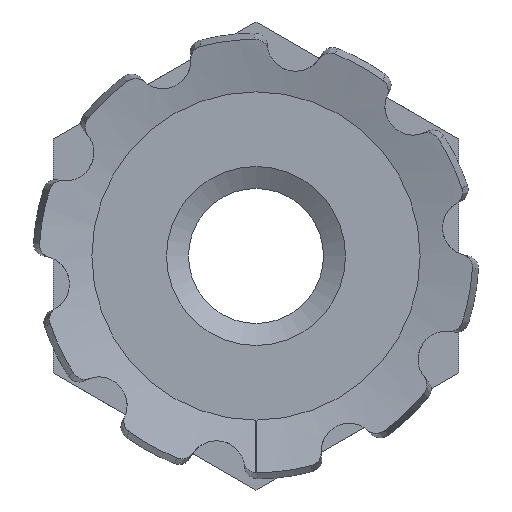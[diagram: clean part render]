
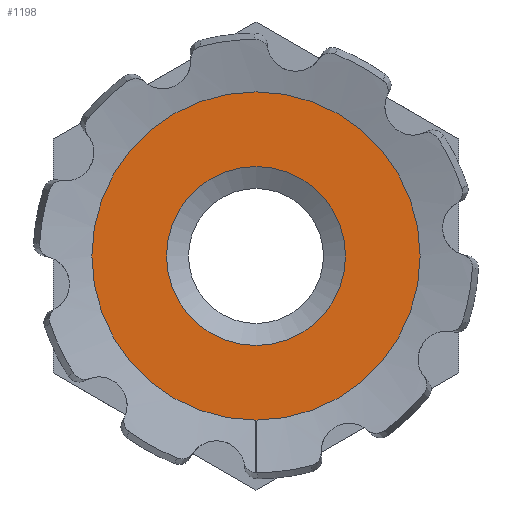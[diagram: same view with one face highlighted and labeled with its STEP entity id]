
A CAD part, front view. The second image highlights one B-rep face of the part: STEP entity #1198.
In plain terms, the highlighted planar face has unit normal (0, -1, 0).
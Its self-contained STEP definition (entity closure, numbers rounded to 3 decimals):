
#85=PLANE('',#1312);
#106=FACE_BOUND('',#308,.T.);
#213=FACE_OUTER_BOUND('',#307,.T.);
#307=EDGE_LOOP('',(#865));
#308=EDGE_LOOP('',(#866));
#405=CIRCLE('',#1311,1.753);
#406=CIRCLE('',#1313,3.215);
#514=VERTEX_POINT('',#3092);
#515=VERTEX_POINT('',#3095);
#645=EDGE_CURVE('',#514,#514,#405,.T.);
#646=EDGE_CURVE('',#515,#515,#406,.T.);
#865=ORIENTED_EDGE('',*,*,#646,.T.);
#866=ORIENTED_EDGE('',*,*,#645,.T.);
#1198=ADVANCED_FACE('',(#213,#106),#85,.F.);
#1311=AXIS2_PLACEMENT_3D('',#3093,#1535,#1536);
#1312=AXIS2_PLACEMENT_3D('',#3094,#1537,#1538);
#1313=AXIS2_PLACEMENT_3D('',#3096,#1539,#1540);
#1535=DIRECTION('center_axis',(0.,1.,0.));
#1536=DIRECTION('ref_axis',(0.,0.,1.));
#1537=DIRECTION('center_axis',(0.,1.,0.));
#1538=DIRECTION('ref_axis',(0.,0.,1.));
#1539=DIRECTION('center_axis',(0.,-1.,0.));
#1540=DIRECTION('ref_axis',(0.,0.,1.));
#3092=CARTESIAN_POINT('',(0.,-1.907,-1.753));
#3093=CARTESIAN_POINT('Origin',(0.,-1.907,0.));
#3094=CARTESIAN_POINT('Origin',(0.,-1.907,-3.215));
#3095=CARTESIAN_POINT('',(0.,-1.907,-3.215));
#3096=CARTESIAN_POINT('Origin',(0.,-1.907,0.));
